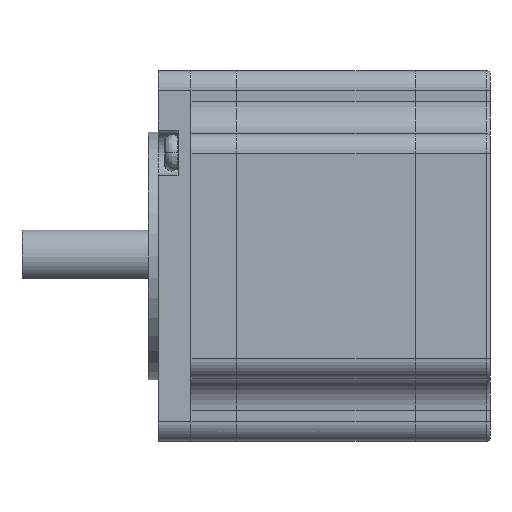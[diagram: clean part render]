
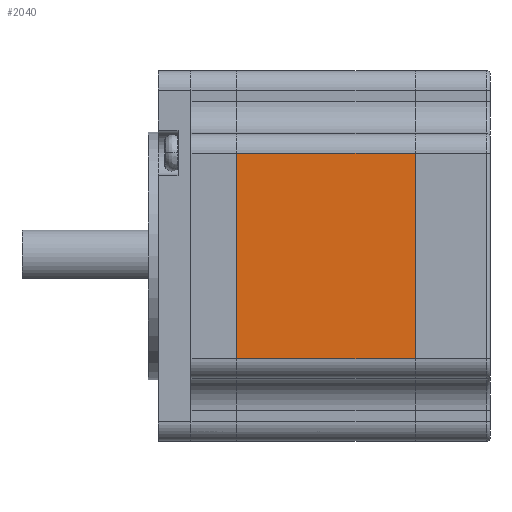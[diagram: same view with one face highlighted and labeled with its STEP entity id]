
A CAD part, left-side view. The second image highlights one B-rep face of the part: STEP entity #2040.
In plain terms, the highlighted planar face has unit normal (-1, 0, 0).
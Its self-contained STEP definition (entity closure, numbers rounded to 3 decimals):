
#169 = VECTOR ( 'NONE', #3489, 1000. ) ;
#171 = CARTESIAN_POINT ( 'NONE',  ( 0., 27.5, -12.7 ) ) ;
#216 = VERTEX_POINT ( 'NONE', #1309 ) ;
#370 = CARTESIAN_POINT ( 'NONE',  ( 0., 27.5, -12.7 ) ) ;
#651 = CARTESIAN_POINT ( 'NONE',  ( 0., 27.5, -12.7 ) ) ;
#808 = EDGE_LOOP ( 'NONE', ( #4952, #1845, #1287, #5989 ) ) ;
#1184 = LINE ( 'NONE', #2688, #5477 ) ;
#1214 = LINE ( 'NONE', #5853, #2483 ) ;
#1242 = DIRECTION ( 'NONE',  ( 0., -1., 0. ) ) ;
#1287 = ORIENTED_EDGE ( 'NONE', *, *, #2475, .T. ) ;
#1309 = CARTESIAN_POINT ( 'NONE',  ( 0., 0., -12.7 ) ) ;
#1845 = ORIENTED_EDGE ( 'NONE', *, *, #2624, .F. ) ;
#2040 = ADVANCED_FACE ( 'NONE', ( #4902 ), #2452, .T. ) ;
#2138 = DIRECTION ( 'NONE',  ( 0., -1., 0. ) ) ;
#2245 = LINE ( 'NONE', #651, #3544 ) ;
#2452 = PLANE ( 'NONE',  #4779 ) ;
#2475 = EDGE_CURVE ( 'NONE', #5128, #3346, #4695, .T. ) ;
#2483 = VECTOR ( 'NONE', #2640, 1000. ) ;
#2600 = DIRECTION ( 'NONE',  ( -1., 0., 0. ) ) ;
#2624 = EDGE_CURVE ( 'NONE', #5128, #216, #2245, .T. ) ;
#2640 = DIRECTION ( 'NONE',  ( 0., 0., -1. ) ) ;
#2644 = DIRECTION ( 'NONE',  ( 0., 0., 1. ) ) ;
#2688 = CARTESIAN_POINT ( 'NONE',  ( 0., 27.5, -44.3 ) ) ;
#3248 = VERTEX_POINT ( 'NONE', #5327 ) ;
#3346 = VERTEX_POINT ( 'NONE', #6474 ) ;
#3489 = DIRECTION ( 'NONE',  ( 0., 0., -1. ) ) ;
#3544 = VECTOR ( 'NONE', #1242, 1000. ) ;
#4695 = LINE ( 'NONE', #171, #169 ) ;
#4779 = AXIS2_PLACEMENT_3D ( 'NONE', #370, #2600, #2644 ) ;
#4902 = FACE_OUTER_BOUND ( 'NONE', #808, .T. ) ;
#4952 = ORIENTED_EDGE ( 'NONE', *, *, #5211, .F. ) ;
#5128 = VERTEX_POINT ( 'NONE', #5739 ) ;
#5211 = EDGE_CURVE ( 'NONE', #216, #3248, #1214, .T. ) ;
#5327 = CARTESIAN_POINT ( 'NONE',  ( 0., 0., -44.3 ) ) ;
#5477 = VECTOR ( 'NONE', #2138, 1000. ) ;
#5739 = CARTESIAN_POINT ( 'NONE',  ( 0., 27.5, -12.7 ) ) ;
#5853 = CARTESIAN_POINT ( 'NONE',  ( 0., 0., -12.7 ) ) ;
#5967 = EDGE_CURVE ( 'NONE', #3346, #3248, #1184, .T. ) ;
#5989 = ORIENTED_EDGE ( 'NONE', *, *, #5967, .T. ) ;
#6474 = CARTESIAN_POINT ( 'NONE',  ( 0., 27.5, -44.3 ) ) ;
